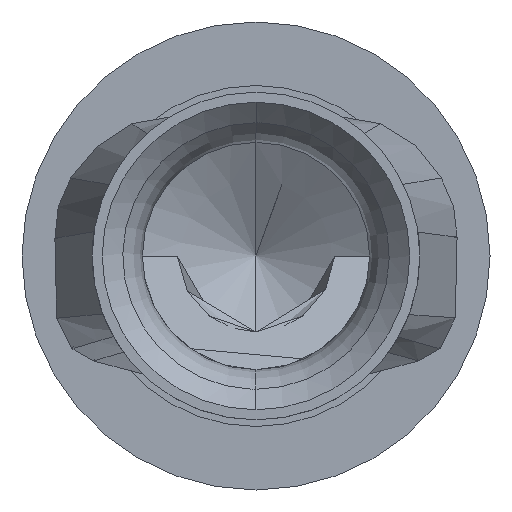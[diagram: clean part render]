
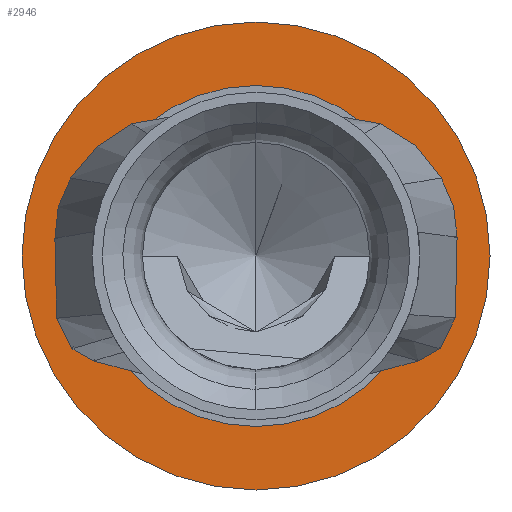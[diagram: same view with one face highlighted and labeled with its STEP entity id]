
A CAD part, left-side view. The second image highlights one B-rep face of the part: STEP entity #2946.
In plain terms, the highlighted planar face has unit normal (-1, 0, 0).
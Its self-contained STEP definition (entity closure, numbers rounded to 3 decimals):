
#787=CARTESIAN_POINT('',(0.45,0.,0.));
#788=DIRECTION('',(1.,0.,0.));
#789=DIRECTION('',(0.,0.,-1.));
#790=AXIS2_PLACEMENT_3D('',#787,#788,#789);
#792=CARTESIAN_POINT('',(0.45,0.,0.));
#793=DIRECTION('',(1.,0.,0.));
#794=DIRECTION('',(0.,0.,1.));
#795=AXIS2_PLACEMENT_3D('',#792,#793,#794);
#797=CARTESIAN_POINT('',(0.45,0.,0.));
#798=DIRECTION('',(-1.,0.,0.));
#799=DIRECTION('',(0.,0.,-1.));
#800=AXIS2_PLACEMENT_3D('',#797,#798,#799);
#802=CARTESIAN_POINT('',(0.45,0.,0.));
#803=DIRECTION('',(-1.,0.,0.));
#804=DIRECTION('',(0.,0.,1.));
#805=AXIS2_PLACEMENT_3D('',#802,#803,#804);
#1821=CARTESIAN_POINT('',(0.45,0.,1.275));
#1822=CARTESIAN_POINT('',(0.45,0.,-1.275));
#1823=VERTEX_POINT('',#1821);
#1824=VERTEX_POINT('',#1822);
#1831=CARTESIAN_POINT('',(0.45,0.,-1.75));
#1832=CARTESIAN_POINT('',(0.45,0.,1.75));
#1833=VERTEX_POINT('',#1831);
#1834=VERTEX_POINT('',#1832);
#2931=CARTESIAN_POINT('',(0.45,0.,0.));
#2932=DIRECTION('',(1.,0.,0.));
#2933=DIRECTION('',(0.,0.,-1.));
#2934=AXIS2_PLACEMENT_3D('',#2931,#2932,#2933);
#2935=PLANE('',#2934);
#2937=ORIENTED_EDGE('',*,*,#2936,.T.);
#2939=ORIENTED_EDGE('',*,*,#2938,.T.);
#2940=EDGE_LOOP('',(#2937,#2939));
#2941=FACE_OUTER_BOUND('',#2940,.F.);
#2942=ORIENTED_EDGE('',*,*,#2905,.T.);
#2943=ORIENTED_EDGE('',*,*,#2925,.T.);
#2944=EDGE_LOOP('',(#2942,#2943));
#2945=FACE_BOUND('',#2944,.F.);
#2946=ADVANCED_FACE('',(#2941,#2945),#2935,.F.);
#791=CIRCLE('',#790,1.75);
#796=CIRCLE('',#795,1.75);
#801=CIRCLE('',#800,1.275);
#806=CIRCLE('',#805,1.275);
#2905=EDGE_CURVE('',#1824,#1823,#801,.T.);
#2925=EDGE_CURVE('',#1823,#1824,#806,.T.);
#2936=EDGE_CURVE('',#1833,#1834,#791,.T.);
#2938=EDGE_CURVE('',#1834,#1833,#796,.T.);
